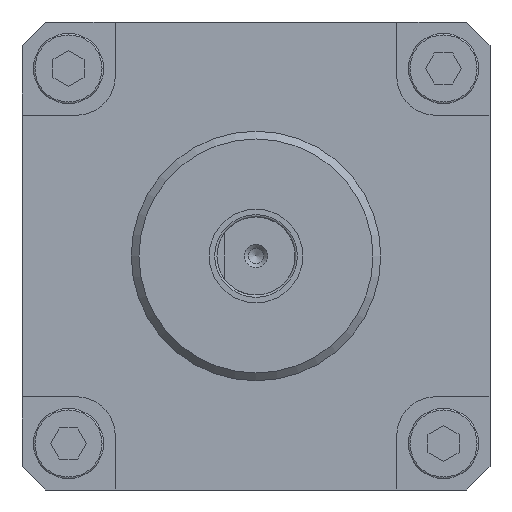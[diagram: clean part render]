
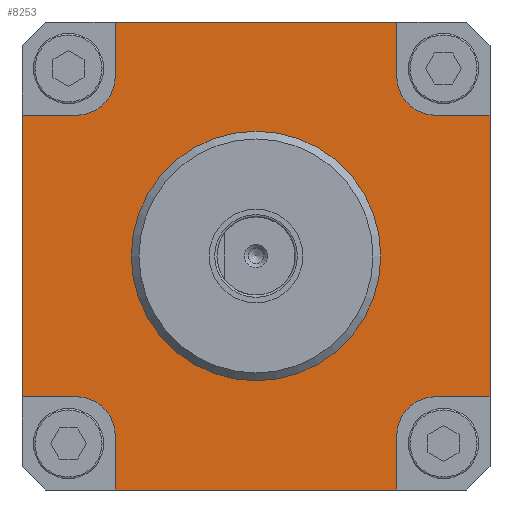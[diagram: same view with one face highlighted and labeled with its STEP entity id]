
A CAD part, left-side view. The second image highlights one B-rep face of the part: STEP entity #8253.
In plain terms, the highlighted planar face has unit normal (-1, 0, 0).
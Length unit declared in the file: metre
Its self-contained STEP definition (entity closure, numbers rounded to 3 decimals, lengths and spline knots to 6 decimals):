
#900=LINE('',#13585,#1212);
#902=LINE('',#13589,#1214);
#904=LINE('',#13593,#1216);
#907=LINE('',#13601,#1219);
#909=LINE('',#13605,#1221);
#911=LINE('',#13609,#1223);
#914=LINE('',#13617,#1226);
#916=LINE('',#13621,#1228);
#918=LINE('',#13625,#1230);
#921=LINE('',#13633,#1233);
#923=LINE('',#13637,#1235);
#925=LINE('',#13641,#1237);
#1212=VECTOR('',#10749,1.);
#1214=VECTOR('',#10753,1.);
#1216=VECTOR('',#10757,1.);
#1219=VECTOR('',#10766,1.);
#1221=VECTOR('',#10770,1.);
#1223=VECTOR('',#10774,1.);
#1226=VECTOR('',#10783,1.);
#1228=VECTOR('',#10787,1.);
#1230=VECTOR('',#10791,1.);
#1233=VECTOR('',#10800,1.);
#1235=VECTOR('',#10804,1.);
#1237=VECTOR('',#10808,1.);
#1632=ORIENTED_EDGE('',*,*,#3686,.F.);
#1633=ORIENTED_EDGE('',*,*,#3683,.F.);
#1634=ORIENTED_EDGE('',*,*,#3681,.F.);
#1635=ORIENTED_EDGE('',*,*,#3679,.F.);
#1636=ORIENTED_EDGE('',*,*,#3678,.F.);
#1637=ORIENTED_EDGE('',*,*,#3675,.F.);
#1638=ORIENTED_EDGE('',*,*,#3673,.F.);
#1639=ORIENTED_EDGE('',*,*,#3671,.F.);
#1640=ORIENTED_EDGE('',*,*,#3670,.F.);
#1641=ORIENTED_EDGE('',*,*,#3667,.F.);
#1642=ORIENTED_EDGE('',*,*,#3665,.F.);
#1643=ORIENTED_EDGE('',*,*,#3663,.F.);
#1644=ORIENTED_EDGE('',*,*,#3662,.F.);
#1645=ORIENTED_EDGE('',*,*,#3659,.F.);
#1646=ORIENTED_EDGE('',*,*,#3657,.F.);
#1647=ORIENTED_EDGE('',*,*,#3655,.F.);
#1648=ORIENTED_EDGE('',*,*,#3685,.F.);
#3655=EDGE_CURVE('',#4701,#4702,#900,.T.);
#3657=EDGE_CURVE('',#4702,#4703,#902,.T.);
#3659=EDGE_CURVE('',#4703,#4704,#904,.T.);
#3662=EDGE_CURVE('',#4704,#4705,#5474,.T.);
#3663=EDGE_CURVE('',#4705,#4706,#907,.T.);
#3665=EDGE_CURVE('',#4706,#4707,#909,.T.);
#3667=EDGE_CURVE('',#4707,#4708,#911,.T.);
#3670=EDGE_CURVE('',#4708,#4709,#5475,.T.);
#3671=EDGE_CURVE('',#4709,#4710,#914,.T.);
#3673=EDGE_CURVE('',#4710,#4711,#916,.T.);
#3675=EDGE_CURVE('',#4711,#4712,#918,.T.);
#3678=EDGE_CURVE('',#4712,#4713,#5476,.T.);
#3679=EDGE_CURVE('',#4713,#4714,#921,.T.);
#3681=EDGE_CURVE('',#4714,#4715,#923,.T.);
#3683=EDGE_CURVE('',#4715,#4716,#925,.T.);
#3685=EDGE_CURVE('',#4716,#4701,#5477,.T.);
#3686=EDGE_CURVE('',#4717,#4717,#5478,.T.);
#4701=VERTEX_POINT('',#13584);
#4702=VERTEX_POINT('',#13586);
#4703=VERTEX_POINT('',#13590);
#4704=VERTEX_POINT('',#13594);
#4705=VERTEX_POINT('',#13598);
#4706=VERTEX_POINT('',#13602);
#4707=VERTEX_POINT('',#13606);
#4708=VERTEX_POINT('',#13610);
#4709=VERTEX_POINT('',#13614);
#4710=VERTEX_POINT('',#13618);
#4711=VERTEX_POINT('',#13622);
#4712=VERTEX_POINT('',#13626);
#4713=VERTEX_POINT('',#13630);
#4714=VERTEX_POINT('',#13634);
#4715=VERTEX_POINT('',#13638);
#4716=VERTEX_POINT('',#13642);
#4717=VERTEX_POINT('',#13648);
#5474=CIRCLE('',#9424,0.0025);
#5475=CIRCLE('',#9429,0.0025);
#5476=CIRCLE('',#9434,0.0025);
#5477=CIRCLE('',#9439,0.0025);
#5478=CIRCLE('',#9441,0.008);
#6068=EDGE_LOOP('',(#1632));
#6069=EDGE_LOOP('',(#1633,#1634,#1635,#1636,#1637,#1638,#1639,#1640,#1641,
#1642,#1643,#1644,#1645,#1646,#1647,#1648));
#7038=FACE_BOUND('',#6068,.T.);
#7039=FACE_BOUND('',#6069,.T.);
#7997=PLANE('',#9440);
#8253=ADVANCED_FACE('',(#7038,#7039),#7997,.F.);
#9424=AXIS2_PLACEMENT_3D('',#13599,#10762,#10763);
#9429=AXIS2_PLACEMENT_3D('',#13615,#10779,#10780);
#9434=AXIS2_PLACEMENT_3D('',#13631,#10796,#10797);
#9439=AXIS2_PLACEMENT_3D('',#13645,#10812,#10813);
#9440=AXIS2_PLACEMENT_3D('',#13646,#10814,#10815);
#9441=AXIS2_PLACEMENT_3D('',#13647,#10816,#10817);
#10749=DIRECTION('',(0.,-1.,0.));
#10753=DIRECTION('',(0.,0.,-1.));
#10757=DIRECTION('',(0.,1.,0.));
#10762=DIRECTION('',(-1.,0.,0.));
#10763=DIRECTION('',(0.,0.,1.));
#10766=DIRECTION('',(0.,0.,-1.));
#10770=DIRECTION('',(0.,1.,0.));
#10774=DIRECTION('',(0.,0.,1.));
#10779=DIRECTION('',(-1.,0.,0.));
#10780=DIRECTION('',(0.,0.,1.));
#10783=DIRECTION('',(0.,1.,0.));
#10787=DIRECTION('',(0.,0.,1.));
#10791=DIRECTION('',(0.,-1.,0.));
#10796=DIRECTION('',(-1.,0.,0.));
#10797=DIRECTION('',(0.,0.,1.));
#10800=DIRECTION('',(0.,0.,1.));
#10804=DIRECTION('',(0.,-1.,0.));
#10808=DIRECTION('',(0.,0.,-1.));
#10812=DIRECTION('',(-1.,0.,0.));
#10813=DIRECTION('',(0.,0.,1.));
#10814=DIRECTION('',(1.,0.,0.));
#10815=DIRECTION('',(0.,0.,-1.));
#10816=DIRECTION('',(-1.,0.,0.));
#10817=DIRECTION('',(0.,0.,1.));
#13584=CARTESIAN_POINT('',(0.,-0.011521,0.009021));
#13585=CARTESIAN_POINT('',(0.,0.008,0.009021));
#13586=CARTESIAN_POINT('',(0.,-0.015,0.009021));
#13589=CARTESIAN_POINT('',(0.,-0.015,0.));
#13590=CARTESIAN_POINT('',(0.,-0.015,-0.009021));
#13593=CARTESIAN_POINT('',(0.,0.008,-0.009021));
#13594=CARTESIAN_POINT('',(0.,-0.011521,-0.009021));
#13598=CARTESIAN_POINT('',(0.,-0.009021,-0.011521));
#13599=CARTESIAN_POINT('',(0.,-0.011521,-0.011521));
#13601=CARTESIAN_POINT('',(0.,-0.009021,0.016693));
#13602=CARTESIAN_POINT('',(0.,-0.009021,-0.015));
#13605=CARTESIAN_POINT('',(0.,0.008,-0.015));
#13606=CARTESIAN_POINT('',(0.,0.009021,-0.015));
#13609=CARTESIAN_POINT('',(0.,0.009021,0.011521));
#13610=CARTESIAN_POINT('',(0.,0.009021,-0.011521));
#13614=CARTESIAN_POINT('',(0.,0.011521,-0.009021));
#13615=CARTESIAN_POINT('',(0.,0.011521,-0.011521));
#13617=CARTESIAN_POINT('',(0.,-0.016693,-0.009021));
#13618=CARTESIAN_POINT('',(0.,0.015,-0.009021));
#13621=CARTESIAN_POINT('',(0.,0.015,0.));
#13622=CARTESIAN_POINT('',(0.,0.015,0.009021));
#13625=CARTESIAN_POINT('',(0.,-0.011521,0.009021));
#13626=CARTESIAN_POINT('',(0.,0.011521,0.009021));
#13630=CARTESIAN_POINT('',(0.,0.009021,0.011521));
#13631=CARTESIAN_POINT('',(0.,0.011521,0.011521));
#13633=CARTESIAN_POINT('',(0.,0.009021,0.));
#13634=CARTESIAN_POINT('',(0.,0.009021,0.015));
#13637=CARTESIAN_POINT('',(0.,0.008,0.015));
#13638=CARTESIAN_POINT('',(0.,-0.009021,0.015));
#13641=CARTESIAN_POINT('',(0.,-0.009021,0.));
#13642=CARTESIAN_POINT('',(0.,-0.009021,0.011521));
#13645=CARTESIAN_POINT('',(0.,-0.011521,0.011521));
#13646=CARTESIAN_POINT('',(0.,0.008,0.));
#13647=CARTESIAN_POINT('',(0.,0.,0.));
#13648=CARTESIAN_POINT('',(0.,0.,0.008));
